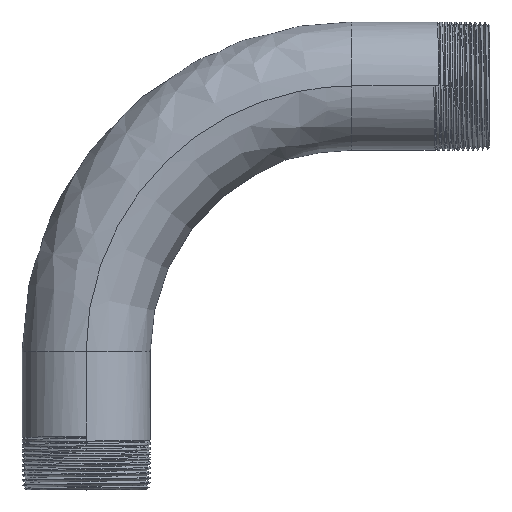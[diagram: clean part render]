
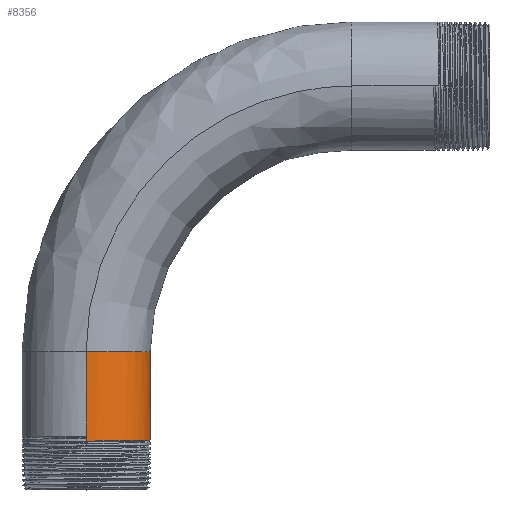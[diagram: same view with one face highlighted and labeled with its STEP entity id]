
A CAD part, top view. The second image highlights one B-rep face of the part: STEP entity #8356.
In plain terms, the highlighted cylindrical face has radius 30.15 mm (diameter 60.3 mm), a partial arc.
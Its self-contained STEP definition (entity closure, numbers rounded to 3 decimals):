
#338 = CARTESIAN_POINT ( 'NONE',  ( -106.649, -41.858, 23.927 ) ) ;
#378 = CARTESIAN_POINT ( 'NONE',  ( -96.439, -41.648, 9.708 ) ) ;
#416 = CARTESIAN_POINT ( 'NONE',  ( -95.815, -41.437, -7.82 ) ) ;
#463 = CARTESIAN_POINT ( 'NONE',  ( -107.425, -41.192, -24.518 ) ) ;
#678 = AXIS2_PLACEMENT_3D ( 'NONE', #9205, #3202, #10224 ) ;
#1071 = CARTESIAN_POINT ( 'NONE',  ( -123.008, -42.069, 30.15 ) ) ;
#1236 = VERTEX_POINT ( 'NONE', #10786 ) ;
#1339 = CARTESIAN_POINT ( 'NONE',  ( -105.103, -41.835, 22.675 ) ) ;
#1384 = CARTESIAN_POINT ( 'NONE',  ( -95.876, -41.625, 7.816 ) ) ;
#1425 = CARTESIAN_POINT ( 'NONE',  ( -97.328, -41.385, -11.981 ) ) ;
#1470 = CARTESIAN_POINT ( 'NONE',  ( -109.902, -41.157, -26.116 ) ) ;
#1662 = LINE ( 'NONE', #5520, #1968 ) ;
#1699 = VERTEX_POINT ( 'NONE', #3397 ) ;
#1708 = CARTESIAN_POINT ( 'NONE',  ( -125., 500000., 30.15 ) ) ;
#1968 = VECTOR ( 'NONE', #3504, 1000. ) ;
#2305 = EDGE_CURVE ( 'NONE', #12229, #1699, #2610, .T. ) ;
#2308 = CARTESIAN_POINT ( 'NONE',  ( -121.049, -42.045, 29.954 ) ) ;
#2352 = CARTESIAN_POINT ( 'NONE',  ( -102.286, -41.788, 19.924 ) ) ;
#2395 = CARTESIAN_POINT ( 'NONE',  ( -95.526, -41.607, 6.366 ) ) ;
#2409 = ORIENTED_EDGE ( 'NONE', *, *, #2305, .T. ) ;
#2434 = CARTESIAN_POINT ( 'NONE',  ( -97.954, -41.367, -13.333 ) ) ;
#2481 = CARTESIAN_POINT ( 'NONE',  ( -112.55, -41.121, -27.477 ) ) ;
#2610 = CIRCLE ( 'NONE', #678, 30.15 ) ;
#2814 = EDGE_CURVE ( 'NONE', #1699, #11592, #7612, .T. ) ;
#3129 = DIRECTION ( 'NONE',  ( 0., 0., -1. ) ) ;
#3202 = DIRECTION ( 'NONE',  ( 0., -1., 0. ) ) ;
#3321 = CARTESIAN_POINT ( 'NONE',  ( -117.203, -41.999, 29.141 ) ) ;
#3328 = EDGE_CURVE ( 'NONE', #12229, #1236, #1662, .T. ) ;
#3361 = CARTESIAN_POINT ( 'NONE',  ( -99.661, -41.736, 16.346 ) ) ;
#3397 = CARTESIAN_POINT ( 'NONE',  ( -125., 0., 30.15 ) ) ;
#3400 = CARTESIAN_POINT ( 'NONE',  ( -94.851, -41.554, 1.977 ) ) ;
#3445 = CARTESIAN_POINT ( 'NONE',  ( -98.878, -41.343, -15.088 ) ) ;
#3489 = CARTESIAN_POINT ( 'NONE',  ( -117.171, -41.063, -29.182 ) ) ;
#3504 = DIRECTION ( 'NONE',  ( 0., -1., 0. ) ) ;
#3965 = B_SPLINE_CURVE_WITH_KNOTS ( 'NONE', 3,
 ( #6292, #1071, #2308, #9323, #3321, #10338, #4328, #11357, #5331, #12362, #6338, #338, #7336, #1339, #8345, #2352, #9365, #3361, #10384, #4373, #11399, #5376, #12409, #6379, #378, #7380, #1384, #8386, #2395, #9410, #3400, #10427, #4416, #11442, #5414, #12447, #6422, #416, #7419, #1425, #8429, #2434, #9451, #3445, #10471, #4462, #11483, #5459, #12491, #6463, #463, #7460, #1470, #8475, #2481, #9494, #3489, #10514, #4502, #11526, #5505, #12535 ),
 .UNSPECIFIED., .F., .F.,
 ( 4, 2, 2, 2, 2, 2, 2, 2, 2, 2, 2, 2, 2, 2, 2, 2, 2, 2, 2, 2, 2, 2, 2, 2, 2, 2, 2, 2, 2, 2, 4 ),
 ( 1.772, 1.778, 1.781, 1.784, 1.79, 1.791, 1.793, 1.795, 1.801, 1.803, 1.804, 1.807, 1.81, 1.812, 1.813, 1.819, 1.822, 1.823, 1.825, 1.831, 1.832, 1.834, 1.837, 1.843, 1.846, 1.849, 1.851, 1.854, 1.86, 1.863, 1.866 ),
 .UNSPECIFIED. ) ;
#4328 = CARTESIAN_POINT ( 'NONE',  ( -114.368, -41.963, 28.23 ) ) ;
#4373 = CARTESIAN_POINT ( 'NONE',  ( -98.883, -41.718, 15.073 ) ) ;
#4416 = CARTESIAN_POINT ( 'NONE',  ( -94.897, -41.508, -1.958 ) ) ;
#4462 = CARTESIAN_POINT ( 'NONE',  ( -101.022, -41.297, -18.384 ) ) ;
#4502 = CARTESIAN_POINT ( 'NONE',  ( -121.048, -41.016, -29.906 ) ) ;
#5096 = CARTESIAN_POINT ( 'NONE',  ( -125., 500000., 0. ) ) ;
#5331 = CARTESIAN_POINT ( 'NONE',  ( -109.897, -41.905, 26.169 ) ) ;
#5376 = CARTESIAN_POINT ( 'NONE',  ( -97.942, -41.695, 13.336 ) ) ;
#5414 = CARTESIAN_POINT ( 'NONE',  ( -95.104, -41.484, -3.936 ) ) ;
#5459 = CARTESIAN_POINT ( 'NONE',  ( -104.379, -41.238, -22.018 ) ) ;
#5505 = CARTESIAN_POINT ( 'NONE',  ( -124.016, -40.981, -30.15 ) ) ;
#5520 = CARTESIAN_POINT ( 'NONE',  ( -125., 500000., -30.15 ) ) ;
#5758 = ORIENTED_EDGE ( 'NONE', *, *, #2814, .T. ) ;
#6292 = CARTESIAN_POINT ( 'NONE',  ( -125., -42.092, 30.15 ) ) ;
#6338 = CARTESIAN_POINT ( 'NONE',  ( -107.445, -41.87, 24.517 ) ) ;
#6379 = CARTESIAN_POINT ( 'NONE',  ( -96.77, -41.659, 10.633 ) ) ;
#6422 = CARTESIAN_POINT ( 'NONE',  ( -95.334, -41.466, -5.403 ) ) ;
#6463 = CARTESIAN_POINT ( 'NONE',  ( -106.636, -41.203, -23.933 ) ) ;
#6503 = CARTESIAN_POINT ( 'NONE',  ( -125., -42.092, 30.15 ) ) ;
#7165 = DIRECTION ( 'NONE',  ( 0., -1., 0. ) ) ;
#7287 = AXIS2_PLACEMENT_3D ( 'NONE', #5096, #10141, #3129 ) ;
#7336 = CARTESIAN_POINT ( 'NONE',  ( -106.256, -41.852, 23.621 ) ) ;
#7380 = CARTESIAN_POINT ( 'NONE',  ( -96.008, -41.63, 8.292 ) ) ;
#7419 = CARTESIAN_POINT ( 'NONE',  ( -96.385, -41.414, -9.7 ) ) ;
#7460 = CARTESIAN_POINT ( 'NONE',  ( -109.058, -41.168, -25.61 ) ) ;
#7612 = LINE ( 'NONE', #1708, #12667 ) ;
#8345 = CARTESIAN_POINT ( 'NONE',  ( -104.372, -41.823, 22.011 ) ) ;
#8356 = ADVANCED_FACE ( 'NONE', ( #8697 ), #11064, .T. ) ;
#8386 = CARTESIAN_POINT ( 'NONE',  ( -95.635, -41.613, 6.853 ) ) ;
#8429 = CARTESIAN_POINT ( 'NONE',  ( -97.529, -41.379, -12.434 ) ) ;
#8475 = CARTESIAN_POINT ( 'NONE',  ( -111.646, -41.133, -27.049 ) ) ;
#8697 = FACE_OUTER_BOUND ( 'NONE', #9727, .T. ) ;
#9205 = CARTESIAN_POINT ( 'NONE',  ( -125., 0., 0. ) ) ;
#9323 = CARTESIAN_POINT ( 'NONE',  ( -118.159, -42.011, 29.38 ) ) ;
#9365 = CARTESIAN_POINT ( 'NONE',  ( -101.038, -41.765, 18.406 ) ) ;
#9410 = CARTESIAN_POINT ( 'NONE',  ( -95.042, -41.578, 3.933 ) ) ;
#9451 = CARTESIAN_POINT ( 'NONE',  ( -98.178, -41.361, -13.778 ) ) ;
#9494 = CARTESIAN_POINT ( 'NONE',  ( -115.291, -41.086, -28.612 ) ) ;
#9698 = ORIENTED_EDGE ( 'NONE', *, *, #11576, .T. ) ;
#9727 = EDGE_LOOP ( 'NONE', ( #2409, #5758, #9698, #10249 ) ) ;
#10141 = DIRECTION ( 'NONE',  ( 0., -1., 0. ) ) ;
#10224 = DIRECTION ( 'NONE',  ( 0., 0., -1. ) ) ;
#10249 = ORIENTED_EDGE ( 'NONE', *, *, #3328, .F. ) ;
#10338 = CARTESIAN_POINT ( 'NONE',  ( -115.309, -41.975, 28.567 ) ) ;
#10384 = CARTESIAN_POINT ( 'NONE',  ( -99.394, -41.73, 15.925 ) ) ;
#10427 = CARTESIAN_POINT ( 'NONE',  ( -94.85, -41.519, -0.973 ) ) ;
#10471 = CARTESIAN_POINT ( 'NONE',  ( -99.385, -41.332, -15.933 ) ) ;
#10514 = CARTESIAN_POINT ( 'NONE',  ( -120.068, -41.028, -29.76 ) ) ;
#10786 = CARTESIAN_POINT ( 'NONE',  ( -125., -40.969, -30.15 ) ) ;
#11064 = CYLINDRICAL_SURFACE ( 'NONE', #7287, 30.15 ) ;
#11357 = CARTESIAN_POINT ( 'NONE',  ( -111.629, -41.928, 27.095 ) ) ;
#11399 = CARTESIAN_POINT ( 'NONE',  ( -98.639, -41.712, 14.642 ) ) ;
#11442 = CARTESIAN_POINT ( 'NONE',  ( -95.043, -41.49, -3.441 ) ) ;
#11483 = CARTESIAN_POINT ( 'NONE',  ( -102.269, -41.274, -19.906 ) ) ;
#11526 = CARTESIAN_POINT ( 'NONE',  ( -123.029, -40.993, -30.102 ) ) ;
#11576 = EDGE_CURVE ( 'NONE', #11592, #1236, #3965, .T. ) ;
#11592 = VERTEX_POINT ( 'NONE', #6503 ) ;
#11792 = CARTESIAN_POINT ( 'NONE',  ( -125., 0., -30.15 ) ) ;
#12229 = VERTEX_POINT ( 'NONE', #11792 ) ;
#12362 = CARTESIAN_POINT ( 'NONE',  ( -107.848, -41.876, 24.801 ) ) ;
#12409 = CARTESIAN_POINT ( 'NONE',  ( -97.522, -41.683, 12.447 ) ) ;
#12447 = CARTESIAN_POINT ( 'NONE',  ( -95.249, -41.472, -4.916 ) ) ;
#12491 = CARTESIAN_POINT ( 'NONE',  ( -105.114, -41.226, -22.683 ) ) ;
#12535 = CARTESIAN_POINT ( 'NONE',  ( -125., -40.969, -30.15 ) ) ;
#12667 = VECTOR ( 'NONE', #7165, 1000. ) ;
